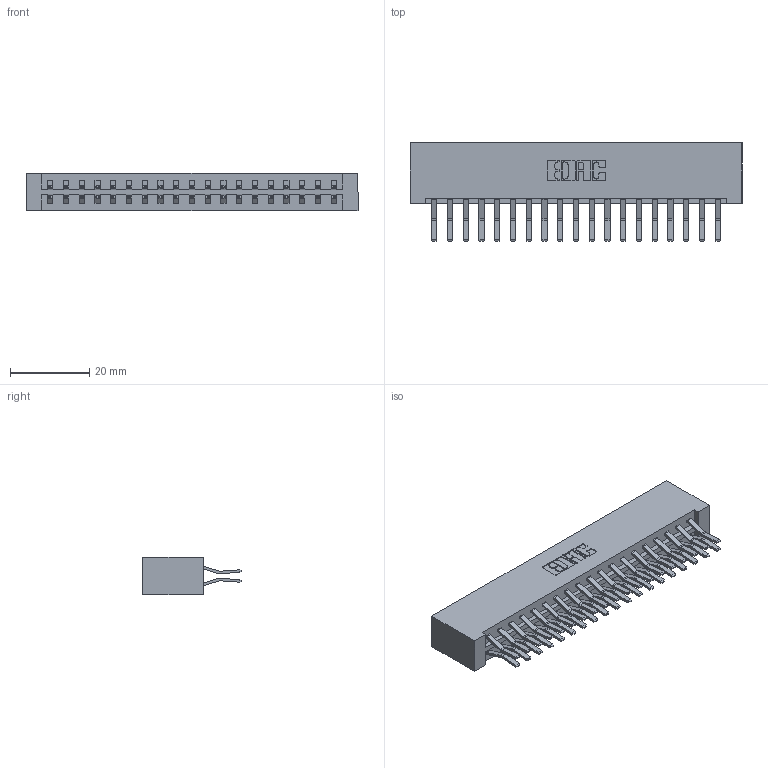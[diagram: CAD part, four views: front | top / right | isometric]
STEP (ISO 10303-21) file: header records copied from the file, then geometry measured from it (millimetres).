
FILE_DESCRIPTION (( 'STEP AP203' ), '1' );
FILE_NAME ('833-038-560-201.STEP', '2020-06-03T14:02:25', ( '' ), ( '' ), 'SwSTEP 2.0', 'SolidWorks 2020', '' );
FILE_SCHEMA (( 'CONFIG_CONTROL_DESIGN' ));
Length unit declared in the file: inch
Products named in the file (3): 833-038-560-201; 833 Part_Lugless; 345-292-001_560 Tail
Assembly tree (39 placements, depth 2):
  833-038-560-201
    833 Part_Lugless
    345-292-001_560 Tail  x38
Bounding box: 83.54 x 24.78 x 9.4 mm (x, y, z)
Volume: 9195.2 mm3; surface area: 11358.8 mm2
Topology: 39 solids, 39 shells, 2158 faces, 6405 edges, 4218 vertices
Faces by surface type: plane 1434, cylinder 724
Entity records: 15009 total; most frequent: CARTESIAN_POINT 2514, ORIENTED_EDGE 2450, DIRECTION 2185, EDGE_CURVE 1225, VECTOR 1101, LINE 1101, VERTEX_POINT 814, AXIS2_PLACEMENT_3D 542
